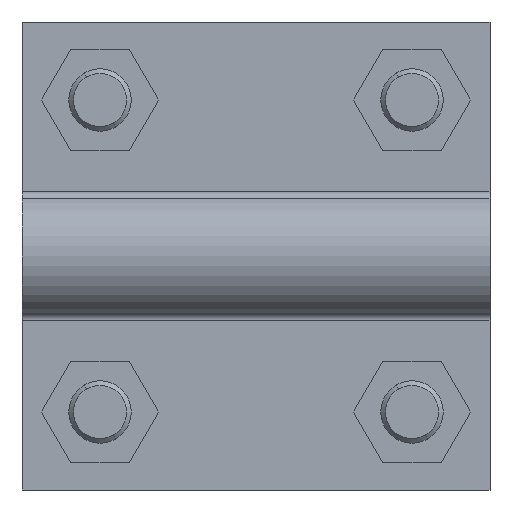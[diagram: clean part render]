
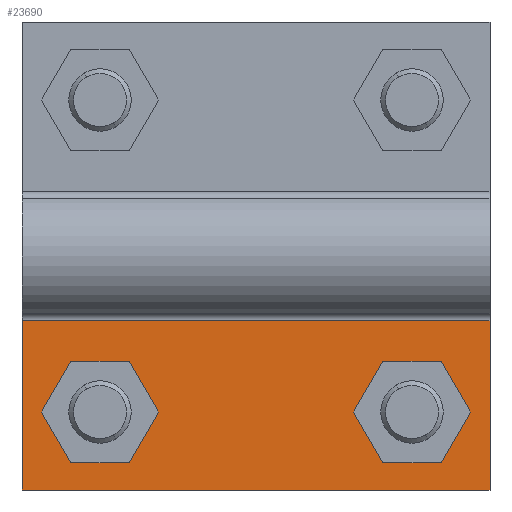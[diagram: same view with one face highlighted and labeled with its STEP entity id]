
A CAD part, front view. The second image highlights one B-rep face of the part: STEP entity #23690.
In plain terms, the highlighted face is planar.
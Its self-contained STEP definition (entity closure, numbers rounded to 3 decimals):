
#19390=CARTESIAN_POINT('',(35.177,8.258,0.));
#19400=VERTEX_POINT('',#19390);
#19450=CARTESIAN_POINT('',(0.,8.258,0.));
#19460=DIRECTION('',(1.,0.,0.));
#19470=VECTOR('',#19460,1.);
#19480=LINE('',#19450,#19470);
#19490=CARTESIAN_POINT('',(13.468,8.258,0.));
#19500=VERTEX_POINT('',#19490);
#19510=EDGE_CURVE('',#19500,#19400,#19480,.T.);
#21600=CARTESIAN_POINT('',(13.468,8.258,60.));
#21610=VERTEX_POINT('',#21600);
#21640=CARTESIAN_POINT('',(0.,8.258,60.));
#21650=DIRECTION('',(1.,0.,0.));
#21660=VECTOR('',#21650,1.);
#21670=LINE('',#21640,#21660);
#21680=CARTESIAN_POINT('',(35.177,8.258,60.));
#21690=VERTEX_POINT('',#21680);
#21700=EDGE_CURVE('',#21610,#21690,#21670,.T.);
#22510=CARTESIAN_POINT('',(35.177,8.258,60.));
#22520=DIRECTION('',(0.,0.,1.));
#22530=VECTOR('',#22520,1.);
#22540=LINE('',#22510,#22530);
#22550=EDGE_CURVE('',#19400,#21690,#22540,.T.);
#23020=CARTESIAN_POINT('',(18.468,8.258,10.));
#23030=VERTEX_POINT('',#23020);
#23060=CARTESIAN_POINT('',(23.468,8.258,10.));
#23070=DIRECTION('',(0.,1.,0.));
#23080=DIRECTION('',(-1.,0.,0.));
#23090=AXIS2_PLACEMENT_3D('',#23060,#23070,#23080);
#23100=CIRCLE('',#23090,5.);
#23110=CARTESIAN_POINT('',(28.468,8.258,10.));
#23120=VERTEX_POINT('',#23110);
#23130=EDGE_CURVE('',#23120,#23030,#23100,.T.);
#23330=CARTESIAN_POINT('',(35.61,8.258,-6.));
#23340=DIRECTION('',(-0.,-1.,-0.));
#23350=DIRECTION('',(-1.,0.,0.));
#23360=AXIS2_PLACEMENT_3D('',#23330,#23340,#23350);
#23370=PLANE('',#23360);
#23380=CARTESIAN_POINT('',(23.468,8.258,50.));
#23390=DIRECTION('',(0.,1.,0.));
#23400=DIRECTION('',(-1.,0.,0.));
#23410=AXIS2_PLACEMENT_3D('',#23380,#23390,#23400);
#23420=CIRCLE('',#23410,5.);
#23430=CARTESIAN_POINT('',(18.468,8.258,50.));
#23440=VERTEX_POINT('',#23430);
#23450=CARTESIAN_POINT('',(28.468,8.258,50.));
#23460=VERTEX_POINT('',#23450);
#23470=EDGE_CURVE('',#23440,#23460,#23420,.T.);
#23480=ORIENTED_EDGE('',*,*,#23470,.F.);
#23490=EDGE_CURVE('',#23460,#23440,#23420,.T.);
#23500=ORIENTED_EDGE('',*,*,#23490,.F.);
#23510=EDGE_LOOP('',(#23500,#23480));
#23520=FACE_BOUND('',#23510,.T.);
#23530=EDGE_CURVE('',#23030,#23120,#23100,.T.);
#23540=ORIENTED_EDGE('',*,*,#23530,.F.);
#23550=ORIENTED_EDGE('',*,*,#23130,.F.);
#23560=EDGE_LOOP('',(#23550,#23540));
#23570=FACE_BOUND('',#23560,.T.);
#23580=ORIENTED_EDGE('',*,*,#21700,.T.);
#23590=CARTESIAN_POINT('',(13.468,8.258,0.));
#23600=DIRECTION('',(0.,0.,1.));
#23610=VECTOR('',#23600,1.);
#23620=LINE('',#23590,#23610);
#23630=EDGE_CURVE('',#19500,#21610,#23620,.T.);
#23640=ORIENTED_EDGE('',*,*,#23630,.T.);
#23650=ORIENTED_EDGE('',*,*,#19510,.F.);
#23660=ORIENTED_EDGE('',*,*,#22550,.F.);
#23670=EDGE_LOOP('',(#23660,#23650,#23640,#23580));
#23680=FACE_OUTER_BOUND('',#23670,.T.);
#23690=ADVANCED_FACE('',(#23520,#23570,#23680),#23370,.F.);
